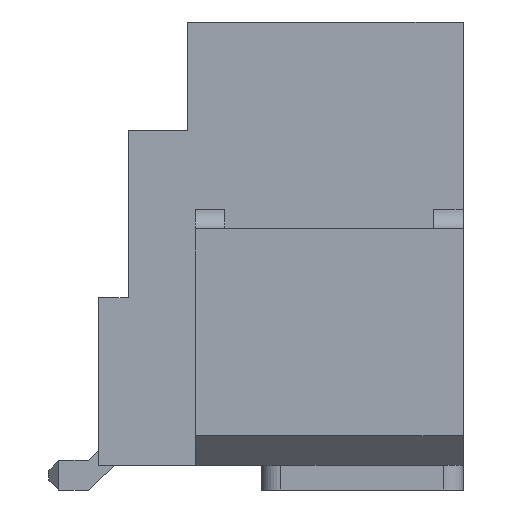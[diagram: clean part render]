
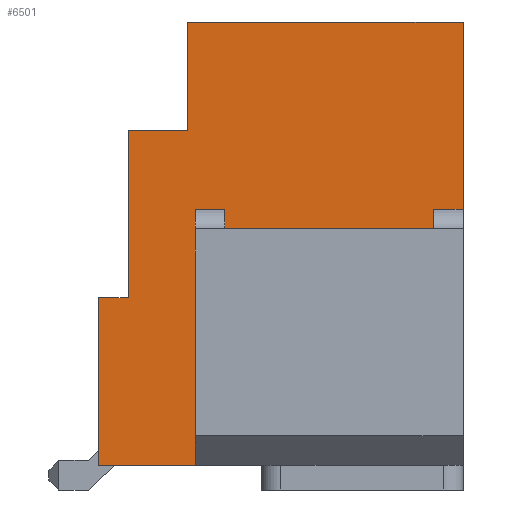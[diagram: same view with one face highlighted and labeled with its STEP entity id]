
A CAD part, left-side view. The second image highlights one B-rep face of the part: STEP entity #6501.
In plain terms, the highlighted face is planar.
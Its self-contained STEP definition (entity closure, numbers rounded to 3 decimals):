
#1012=ORIENTED_EDGE('',*,*,#2003,.T.);
#1013=ORIENTED_EDGE('',*,*,#2212,.T.);
#1014=ORIENTED_EDGE('',*,*,#2428,.F.);
#1015=ORIENTED_EDGE('',*,*,#2435,.F.);
#1016=ORIENTED_EDGE('',*,*,#2153,.F.);
#1017=ORIENTED_EDGE('',*,*,#2150,.F.);
#1018=ORIENTED_EDGE('',*,*,#2146,.F.);
#1019=ORIENTED_EDGE('',*,*,#2144,.F.);
#1020=ORIENTED_EDGE('',*,*,#2420,.F.);
#1021=ORIENTED_EDGE('',*,*,#2417,.F.);
#1022=ORIENTED_EDGE('',*,*,#2434,.T.);
#1023=ORIENTED_EDGE('',*,*,#2218,.T.);
#1024=ORIENTED_EDGE('',*,*,#2011,.F.);
#1025=ORIENTED_EDGE('',*,*,#2013,.T.);
#2003=EDGE_CURVE('',#2934,#2933,#3545,.T.);
#2011=EDGE_CURVE('',#2939,#2940,#3553,.T.);
#2013=EDGE_CURVE('',#2939,#2934,#3554,.T.);
#2144=EDGE_CURVE('',#3045,#3046,#3685,.T.);
#2146=EDGE_CURVE('',#3046,#3047,#3687,.T.);
#2150=EDGE_CURVE('',#3047,#3048,#3691,.T.);
#2153=EDGE_CURVE('',#3048,#3050,#3694,.T.);
#2212=EDGE_CURVE('',#2933,#3086,#3749,.T.);
#2218=EDGE_CURVE('',#3088,#2940,#3753,.T.);
#2417=EDGE_CURVE('',#3196,#3197,#3952,.T.);
#2420=EDGE_CURVE('',#3197,#3045,#3955,.T.);
#2428=EDGE_CURVE('',#3200,#3086,#3963,.T.);
#2434=EDGE_CURVE('',#3196,#3088,#3969,.T.);
#2435=EDGE_CURVE('',#3050,#3200,#3970,.T.);
#2933=VERTEX_POINT('',#8940);
#2934=VERTEX_POINT('',#8942);
#2939=VERTEX_POINT('',#8956);
#2940=VERTEX_POINT('',#8958);
#3045=VERTEX_POINT('',#9223);
#3046=VERTEX_POINT('',#9225);
#3047=VERTEX_POINT('',#9229);
#3048=VERTEX_POINT('',#9233);
#3050=VERTEX_POINT('',#9239);
#3086=VERTEX_POINT('',#9361);
#3088=VERTEX_POINT('',#9371);
#3196=VERTEX_POINT('',#9762);
#3197=VERTEX_POINT('',#9764);
#3200=VERTEX_POINT('',#9779);
#3545=LINE('',#8941,#4448);
#3553=LINE('',#8957,#4456);
#3554=LINE('',#8961,#4457);
#3685=LINE('',#9224,#4588);
#3687=LINE('',#9228,#4590);
#3691=LINE('',#9235,#4594);
#3694=LINE('',#9241,#4597);
#3749=LINE('',#9362,#4652);
#3753=LINE('',#9374,#4656);
#3952=LINE('',#9763,#4855);
#3955=LINE('',#9768,#4858);
#3963=LINE('',#9780,#4866);
#3969=LINE('',#9789,#4872);
#3970=LINE('',#9792,#4873);
#4448=VECTOR('',#7241,1000.);
#4456=VECTOR('',#7253,1000.);
#4457=VECTOR('',#7258,1000.);
#4588=VECTOR('',#7443,1000.);
#4590=VECTOR('',#7447,1000.);
#4594=VECTOR('',#7453,1000.);
#4597=VECTOR('',#7458,1000.);
#4652=VECTOR('',#7573,1000.);
#4656=VECTOR('',#7587,1000.);
#4855=VECTOR('',#7952,1000.);
#4858=VECTOR('',#7957,1000.);
#4866=VECTOR('',#7967,1000.);
#4872=VECTOR('',#7979,1000.);
#4873=VECTOR('',#7984,1000.);
#5470=EDGE_LOOP('',(#1012,#1013,#1014,#1015,#1016,#1017,#1018,#1019,#1020,
#1021,#1022,#1023,#1024,#1025));
#5827=FACE_BOUND('',#5470,.T.);
#6168=PLANE('',#6942);
#6501=ADVANCED_FACE('',(#5827),#6168,.F.);
#6942=AXIS2_PLACEMENT_3D('',#9791,#7982,#7983);
#7241=DIRECTION('',(0.,0.,1.));
#7253=DIRECTION('',(0.,0.,1.));
#7258=DIRECTION('',(0.,1.,0.));
#7443=DIRECTION('',(0.,1.,0.));
#7447=DIRECTION('',(0.,0.,1.));
#7453=DIRECTION('',(0.,1.,0.));
#7458=DIRECTION('',(0.,0.,1.));
#7573=DIRECTION('',(0.,1.,0.));
#7587=DIRECTION('',(0.,1.,0.));
#7952=DIRECTION('',(0.,-1.,0.));
#7957=DIRECTION('',(0.,0.,1.));
#7967=DIRECTION('',(0.,0.,-1.));
#7979=DIRECTION('',(0.,0.,1.));
#7982=DIRECTION('',(-1.,0.,0.));
#7983=DIRECTION('',(0.,0.,1.));
#7984=DIRECTION('',(0.,1.,0.));
#8940=CARTESIAN_POINT('',(4.625,1.55,0.35));
#8941=CARTESIAN_POINT('',(4.625,1.55,-0.15));
#8942=CARTESIAN_POINT('',(4.625,1.55,-0.15));
#8956=CARTESIAN_POINT('',(4.625,-0.57,-0.15));
#8957=CARTESIAN_POINT('',(4.625,-0.57,-0.15));
#8958=CARTESIAN_POINT('',(4.625,-0.57,0.35));
#8961=CARTESIAN_POINT('',(4.625,-0.57,-0.15));
#9223=CARTESIAN_POINT('',(4.625,-1.85,-0.55));
#9224=CARTESIAN_POINT('',(4.625,-1.85,-0.55));
#9225=CARTESIAN_POINT('',(4.625,-1.55,-0.55));
#9228=CARTESIAN_POINT('',(4.625,-1.55,-0.55));
#9229=CARTESIAN_POINT('',(4.625,-1.55,1.15));
#9233=CARTESIAN_POINT('',(4.625,-0.95,1.15));
#9235=CARTESIAN_POINT('',(4.625,-1.55,1.15));
#9239=CARTESIAN_POINT('',(4.625,-0.95,2.25));
#9241=CARTESIAN_POINT('',(4.625,-0.95,1.15));
#9361=CARTESIAN_POINT('',(4.625,1.85,0.35));
#9362=CARTESIAN_POINT('',(4.625,0.,0.35));
#9371=CARTESIAN_POINT('',(4.625,-0.87,0.35));
#9374=CARTESIAN_POINT('',(4.625,0.,0.35));
#9762=CARTESIAN_POINT('',(4.625,-0.87,-2.25));
#9763=CARTESIAN_POINT('',(4.625,1.85,-2.25));
#9764=CARTESIAN_POINT('',(4.625,-1.85,-2.25));
#9768=CARTESIAN_POINT('',(4.625,-1.85,-2.25));
#9779=CARTESIAN_POINT('',(4.625,1.85,2.25));
#9780=CARTESIAN_POINT('',(4.625,1.85,2.25));
#9789=CARTESIAN_POINT('',(4.625,-0.87,-2.25));
#9791=CARTESIAN_POINT('',(4.625,0.,0.));
#9792=CARTESIAN_POINT('',(4.625,-1.85,2.25));
